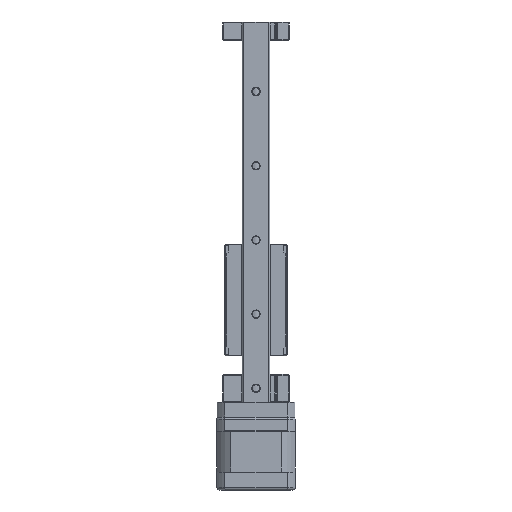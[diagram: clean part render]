
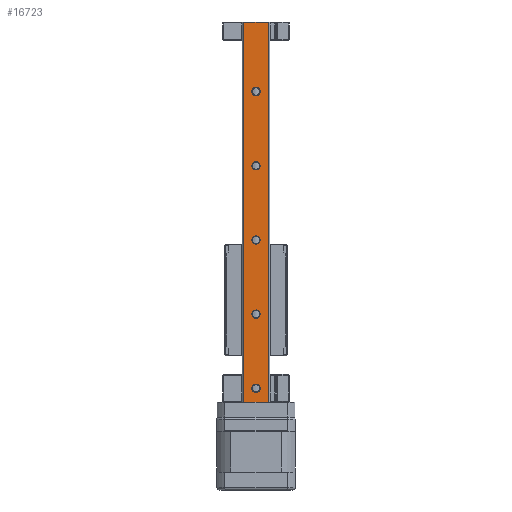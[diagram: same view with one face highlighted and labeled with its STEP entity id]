
A CAD part, front view. The second image highlights one B-rep face of the part: STEP entity #16723.
In plain terms, the highlighted planar face has unit normal (0, -1, 0).
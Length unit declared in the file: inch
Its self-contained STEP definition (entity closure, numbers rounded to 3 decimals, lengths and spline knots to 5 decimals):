
#247 = ORIENTED_EDGE ( 'NONE', *, *, #4735, .T. ) ;
#548 = ORIENTED_EDGE ( 'NONE', *, *, #20864, .T. ) ;
#587 = CARTESIAN_POINT ( 'NONE',  ( -0.22118, -0.70375, 9.19291 ) ) ;
#813 = VERTEX_POINT ( 'NONE', #2704 ) ;
#1103 = DIRECTION ( 'NONE',  ( 1., 0., 0. ) ) ;
#1139 = VECTOR ( 'NONE', #16777, 39.37008 ) ;
#1362 = ORIENTED_EDGE ( 'NONE', *, *, #15636, .T. ) ;
#1373 = CIRCLE ( 'NONE', #23728, 0.08858 ) ;
#1624 = DIRECTION ( 'NONE',  ( 0., 1., 0. ) ) ;
#1786 = DIRECTION ( 'NONE',  ( -1., 0., 0. ) ) ;
#1876 = AXIS2_PLACEMENT_3D ( 'NONE', #5345, #18740, #7246 ) ;
#2250 = CIRCLE ( 'NONE', #1876, 0.08858 ) ;
#2399 = CIRCLE ( 'NONE', #7715, 0.08858 ) ;
#2431 = VERTEX_POINT ( 'NONE', #16287 ) ;
#2477 = VERTEX_POINT ( 'NONE', #12715 ) ;
#2535 = DIRECTION ( 'NONE',  ( -1., 0., 0. ) ) ;
#2661 = CARTESIAN_POINT ( 'NONE',  ( 0.0426, -0.70375, 6.14173 ) ) ;
#2704 = CARTESIAN_POINT ( 'NONE',  ( 0.13119, -0.70375, 4.56693 ) ) ;
#2911 = FACE_BOUND ( 'NONE', #8484, .T. ) ;
#3078 = ORIENTED_EDGE ( 'NONE', *, *, #8508, .T. ) ;
#3205 = LINE ( 'NONE', #16329, #12777 ) ;
#3408 = CARTESIAN_POINT ( 'NONE',  ( -0.22118, -0.70375, 1.12205 ) ) ;
#3432 = CARTESIAN_POINT ( 'NONE',  ( 0.30638, -0.70375, 1.12205 ) ) ;
#3469 = CARTESIAN_POINT ( 'NONE',  ( -0.22118, -0.70375, 9.19291 ) ) ;
#3626 = EDGE_CURVE ( 'NONE', #19273, #813, #8075, .T. ) ;
#3730 = CARTESIAN_POINT ( 'NONE',  ( 0.0426, -0.70375, 1.41732 ) ) ;
#3837 = CARTESIAN_POINT ( 'NONE',  ( -0.22118, -0.70375, 1.12205 ) ) ;
#4221 = CIRCLE ( 'NONE', #19040, 0.08858 ) ;
#4457 = CARTESIAN_POINT ( 'NONE',  ( 0.13119, -0.70375, 7.71654 ) ) ;
#4569 = DIRECTION ( 'NONE',  ( 1., 0., 0. ) ) ;
#4735 = EDGE_CURVE ( 'NONE', #13307, #14307, #8306, .T. ) ;
#5037 = CIRCLE ( 'NONE', #6523, 0.08858 ) ;
#5165 = AXIS2_PLACEMENT_3D ( 'NONE', #13062, #1624, #14994 ) ;
#5345 = CARTESIAN_POINT ( 'NONE',  ( 0.0426, -0.70375, 2.99213 ) ) ;
#5379 = VERTEX_POINT ( 'NONE', #3432 ) ;
#5444 = EDGE_CURVE ( 'NONE', #2477, #24285, #16996, .T. ) ;
#5510 = ORIENTED_EDGE ( 'NONE', *, *, #15835, .F. ) ;
#5651 = DIRECTION ( 'NONE',  ( 1., 0., 0. ) ) ;
#6523 = AXIS2_PLACEMENT_3D ( 'NONE', #10654, #23997, #12599 ) ;
#6652 = VERTEX_POINT ( 'NONE', #11893 ) ;
#6790 = VECTOR ( 'NONE', #1786, 39.37008 ) ;
#6852 = CARTESIAN_POINT ( 'NONE',  ( 0.0426, -0.70375, 4.56693 ) ) ;
#7246 = DIRECTION ( 'NONE',  ( 1., 0., 0. ) ) ;
#7715 = AXIS2_PLACEMENT_3D ( 'NONE', #3730, #17105, #5651 ) ;
#7840 = ORIENTED_EDGE ( 'NONE', *, *, #24209, .T. ) ;
#7971 = FACE_BOUND ( 'NONE', #17951, .T. ) ;
#8075 = CIRCLE ( 'NONE', #14785, 0.08858 ) ;
#8152 = EDGE_LOOP ( 'NONE', ( #5510, #9422, #13427, #13752 ) ) ;
#8252 = VECTOR ( 'NONE', #16852, 39.37008 ) ;
#8306 = CIRCLE ( 'NONE', #5165, 0.08858 ) ;
#8484 = EDGE_LOOP ( 'NONE', ( #23904, #1362 ) ) ;
#8508 = EDGE_CURVE ( 'NONE', #6652, #19573, #4221, .T. ) ;
#8750 = DIRECTION ( 'NONE',  ( 1., 0., 0. ) ) ;
#8806 = CARTESIAN_POINT ( 'NONE',  ( 0.0426, -0.70375, 7.71654 ) ) ;
#9422 = ORIENTED_EDGE ( 'NONE', *, *, #12135, .F. ) ;
#9899 = DIRECTION ( 'NONE',  ( 0., 1., 0. ) ) ;
#10654 = CARTESIAN_POINT ( 'NONE',  ( 0.0426, -0.70375, 6.14173 ) ) ;
#10746 = DIRECTION ( 'NONE',  ( 1., 0., 0. ) ) ;
#11145 = EDGE_CURVE ( 'NONE', #2431, #12862, #5037, .T. ) ;
#11361 = DIRECTION ( 'NONE',  ( 0., 1., 0. ) ) ;
#11535 = CIRCLE ( 'NONE', #21989, 0.08858 ) ;
#11538 = VERTEX_POINT ( 'NONE', #19494 ) ;
#11635 = CIRCLE ( 'NONE', #24668, 0.08858 ) ;
#11893 = CARTESIAN_POINT ( 'NONE',  ( -0.04598, -0.70375, 1.41732 ) ) ;
#12059 = ORIENTED_EDGE ( 'NONE', *, *, #24762, .T. ) ;
#12135 = EDGE_CURVE ( 'NONE', #2477, #5379, #3205, .T. ) ;
#12459 = FACE_BOUND ( 'NONE', #18959, .T. ) ;
#12562 = DIRECTION ( 'NONE',  ( 0., 1., 0. ) ) ;
#12599 = DIRECTION ( 'NONE',  ( 1., 0., 0. ) ) ;
#12715 = CARTESIAN_POINT ( 'NONE',  ( 0.30638, -0.70375, 9.19291 ) ) ;
#12763 = EDGE_LOOP ( 'NONE', ( #23097, #20729 ) ) ;
#12777 = VECTOR ( 'NONE', #20194, 39.37008 ) ;
#12862 = VERTEX_POINT ( 'NONE', #18367 ) ;
#13062 = CARTESIAN_POINT ( 'NONE',  ( 0.0426, -0.70375, 2.99213 ) ) ;
#13186 = CARTESIAN_POINT ( 'NONE',  ( -0.04598, -0.70375, 4.56693 ) ) ;
#13307 = VERTEX_POINT ( 'NONE', #23965 ) ;
#13427 = ORIENTED_EDGE ( 'NONE', *, *, #5444, .T. ) ;
#13684 = FACE_OUTER_BOUND ( 'NONE', #8152, .T. ) ;
#13752 = ORIENTED_EDGE ( 'NONE', *, *, #16456, .T. ) ;
#13982 = DIRECTION ( 'NONE',  ( 0., -1., 0. ) ) ;
#14307 = VERTEX_POINT ( 'NONE', #21164 ) ;
#14317 = CARTESIAN_POINT ( 'NONE',  ( 0.13119, -0.70375, 1.41732 ) ) ;
#14785 = AXIS2_PLACEMENT_3D ( 'NONE', #23960, #12562, #1103 ) ;
#14994 = DIRECTION ( 'NONE',  ( 1., 0., 0. ) ) ;
#15636 = EDGE_CURVE ( 'NONE', #12862, #2431, #16549, .T. ) ;
#15835 = EDGE_CURVE ( 'NONE', #5379, #20385, #21470, .T. ) ;
#16022 = DIRECTION ( 'NONE',  ( 0., 1., 0. ) ) ;
#16175 = VERTEX_POINT ( 'NONE', #4457 ) ;
#16287 = CARTESIAN_POINT ( 'NONE',  ( -0.04598, -0.70375, 6.14173 ) ) ;
#16329 = CARTESIAN_POINT ( 'NONE',  ( 0.30638, -0.70375, 9.19291 ) ) ;
#16456 = EDGE_CURVE ( 'NONE', #24285, #20385, #22949, .T. ) ;
#16549 = CIRCLE ( 'NONE', #21962, 0.08858 ) ;
#16723 = ADVANCED_FACE ( 'NONE', ( #18142, #13684, #7971, #12459, #2911, #23777 ), #23391, .T. ) ;
#16777 = DIRECTION ( 'NONE',  ( -1., 0., 0. ) ) ;
#16852 = DIRECTION ( 'NONE',  ( 0., 0., -1. ) ) ;
#16996 = LINE ( 'NONE', #18915, #6790 ) ;
#17105 = DIRECTION ( 'NONE',  ( 0., 1., 0. ) ) ;
#17152 = EDGE_LOOP ( 'NONE', ( #12059, #247 ) ) ;
#17951 = EDGE_LOOP ( 'NONE', ( #3078, #548 ) ) ;
#17959 = EDGE_CURVE ( 'NONE', #11538, #16175, #11535, .T. ) ;
#18142 = FACE_BOUND ( 'NONE', #17152, .T. ) ;
#18367 = CARTESIAN_POINT ( 'NONE',  ( 0.13119, -0.70375, 6.14173 ) ) ;
#18574 = CARTESIAN_POINT ( 'NONE',  ( -0.22118, -0.70375, 9.19291 ) ) ;
#18740 = DIRECTION ( 'NONE',  ( 0., 1., 0. ) ) ;
#18915 = CARTESIAN_POINT ( 'NONE',  ( -0.22118, -0.70375, 9.19291 ) ) ;
#18959 = EDGE_LOOP ( 'NONE', ( #21321, #7840 ) ) ;
#19040 = AXIS2_PLACEMENT_3D ( 'NONE', #21369, #9899, #23267 ) ;
#19273 = VERTEX_POINT ( 'NONE', #13186 ) ;
#19494 = CARTESIAN_POINT ( 'NONE',  ( -0.04598, -0.70375, 7.71654 ) ) ;
#19573 = VERTEX_POINT ( 'NONE', #14317 ) ;
#20088 = AXIS2_PLACEMENT_3D ( 'NONE', #587, #13982, #2535 ) ;
#20194 = DIRECTION ( 'NONE',  ( 0., 0., -1. ) ) ;
#20249 = DIRECTION ( 'NONE',  ( 0., 1., 0. ) ) ;
#20385 = VERTEX_POINT ( 'NONE', #3837 ) ;
#20729 = ORIENTED_EDGE ( 'NONE', *, *, #21578, .T. ) ;
#20864 = EDGE_CURVE ( 'NONE', #19573, #6652, #2399, .T. ) ;
#21164 = CARTESIAN_POINT ( 'NONE',  ( -0.04598, -0.70375, 2.99213 ) ) ;
#21321 = ORIENTED_EDGE ( 'NONE', *, *, #3626, .T. ) ;
#21369 = CARTESIAN_POINT ( 'NONE',  ( 0.0426, -0.70375, 1.41732 ) ) ;
#21470 = LINE ( 'NONE', #3408, #1139 ) ;
#21578 = EDGE_CURVE ( 'NONE', #16175, #11538, #11635, .T. ) ;
#21962 = AXIS2_PLACEMENT_3D ( 'NONE', #2661, #16022, #4569 ) ;
#21989 = AXIS2_PLACEMENT_3D ( 'NONE', #22783, #11361, #24674 ) ;
#22191 = DIRECTION ( 'NONE',  ( 0., 1., 0. ) ) ;
#22783 = CARTESIAN_POINT ( 'NONE',  ( 0.0426, -0.70375, 7.71654 ) ) ;
#22949 = LINE ( 'NONE', #3469, #8252 ) ;
#23097 = ORIENTED_EDGE ( 'NONE', *, *, #17959, .T. ) ;
#23267 = DIRECTION ( 'NONE',  ( 1., 0., 0. ) ) ;
#23391 = PLANE ( 'NONE',  #20088 ) ;
#23728 = AXIS2_PLACEMENT_3D ( 'NONE', #6852, #20249, #8750 ) ;
#23777 = FACE_BOUND ( 'NONE', #12763, .T. ) ;
#23904 = ORIENTED_EDGE ( 'NONE', *, *, #11145, .T. ) ;
#23960 = CARTESIAN_POINT ( 'NONE',  ( 0.0426, -0.70375, 4.56693 ) ) ;
#23965 = CARTESIAN_POINT ( 'NONE',  ( 0.13119, -0.70375, 2.99213 ) ) ;
#23997 = DIRECTION ( 'NONE',  ( 0., 1., 0. ) ) ;
#24209 = EDGE_CURVE ( 'NONE', #813, #19273, #1373, .T. ) ;
#24285 = VERTEX_POINT ( 'NONE', #18574 ) ;
#24668 = AXIS2_PLACEMENT_3D ( 'NONE', #8806, #22191, #10746 ) ;
#24674 = DIRECTION ( 'NONE',  ( 1., 0., 0. ) ) ;
#24762 = EDGE_CURVE ( 'NONE', #14307, #13307, #2250, .T. ) ;
